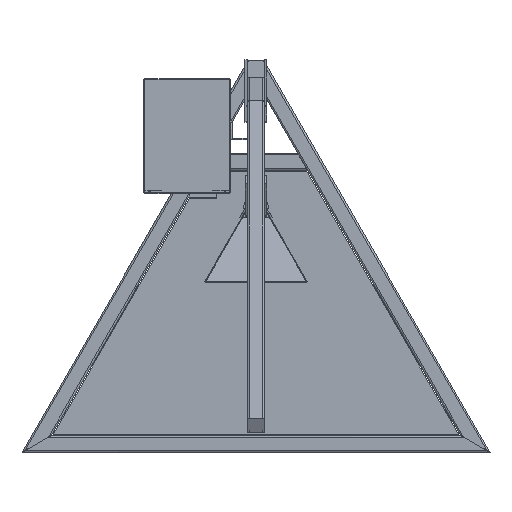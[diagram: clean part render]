
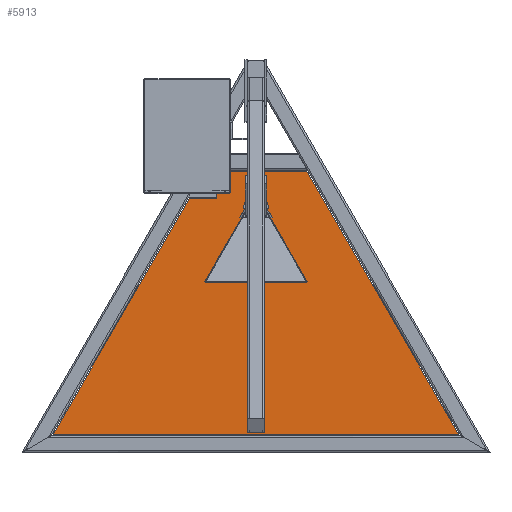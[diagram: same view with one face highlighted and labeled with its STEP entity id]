
A CAD part, top view. The second image highlights one B-rep face of the part: STEP entity #5913.
In plain terms, the highlighted planar face has unit normal (0, 0, 1).
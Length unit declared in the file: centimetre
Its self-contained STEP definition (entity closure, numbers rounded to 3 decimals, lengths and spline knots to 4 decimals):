
#644=LINE('',#15551,#1110);
#647=LINE('',#15557,#1113);
#650=LINE('',#15563,#1116);
#653=LINE('',#15567,#1119);
#1110=VECTOR('',#7970,1.);
#1113=VECTOR('',#7975,1.);
#1116=VECTOR('',#7980,1.);
#1119=VECTOR('',#7985,1.);
#1556=PLANE('',#6531);
#2162=FACE_OUTER_BOUND('',#2629,.T.);
#2629=EDGE_LOOP('',(#5231,#5232,#5233,#5234));
#3331=VERTEX_POINT('',#15548);
#3332=VERTEX_POINT('',#15550);
#3334=VERTEX_POINT('',#15556);
#3336=VERTEX_POINT('',#15562);
#3992=EDGE_CURVE('',#3332,#3331,#644,.T.);
#3995=EDGE_CURVE('',#3334,#3332,#647,.T.);
#3998=EDGE_CURVE('',#3336,#3334,#650,.T.);
#4001=EDGE_CURVE('',#3331,#3336,#653,.T.);
#5231=ORIENTED_EDGE('',*,*,#4001,.T.);
#5232=ORIENTED_EDGE('',*,*,#3998,.T.);
#5233=ORIENTED_EDGE('',*,*,#3995,.T.);
#5234=ORIENTED_EDGE('',*,*,#3992,.T.);
#5913=ADVANCED_FACE('',(#2162),#1556,.T.);
#6531=AXIS2_PLACEMENT_3D('',#15568,#7986,#7987);
#7970=DIRECTION('',(1.,0.,0.));
#7975=DIRECTION('',(-0.5,-0.866,0.));
#7980=DIRECTION('',(-1.,0.,0.));
#7985=DIRECTION('',(-0.5,0.866,0.));
#7986=DIRECTION('center_axis',(0.,0.,1.));
#7987=DIRECTION('ref_axis',(1.,0.,0.));
#15548=CARTESIAN_POINT('',(6.0474,-9.352,32.28));
#15550=CARTESIAN_POINT('',(-65.8674,-9.352,32.28));
#15551=CARTESIAN_POINT('',(6.4038,-9.352,32.28));
#15556=CARTESIAN_POINT('',(-38.9444,37.28,32.28));
#15557=CARTESIAN_POINT('',(-66.0406,-9.652,32.28));
#15562=CARTESIAN_POINT('',(-20.8756,37.28,32.28));
#15563=CARTESIAN_POINT('',(-39.0599,37.28,32.28));
#15567=CARTESIAN_POINT('',(-28.5832,50.63,32.28));
#15568=CARTESIAN_POINT('Origin',(-29.895,12.614,32.28));
